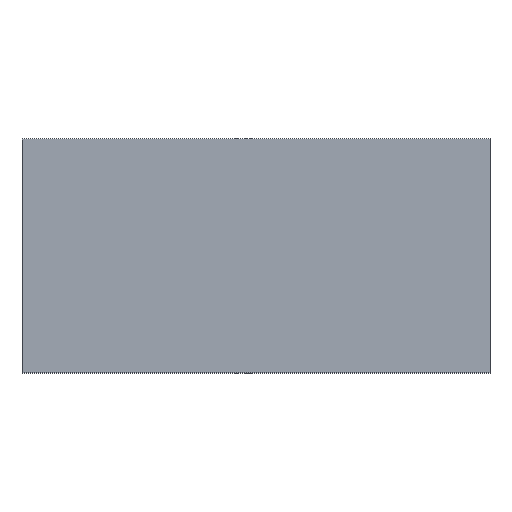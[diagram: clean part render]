
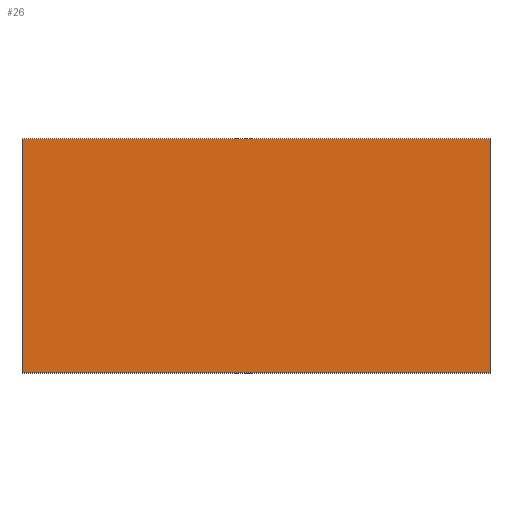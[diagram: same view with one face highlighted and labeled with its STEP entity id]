
A CAD part, top view. The second image highlights one B-rep face of the part: STEP entity #26.
In plain terms, the highlighted planar face has unit normal (0, 0, 1).
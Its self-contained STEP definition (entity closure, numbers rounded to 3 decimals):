
#8 = CARTESIAN_POINT ( 'NONE',  ( -1098., -863., 4. ) ) ;
#12 = DIRECTION ( 'NONE',  ( 0., 1., 0. ) ) ;
#14 = AXIS2_PLACEMENT_3D ( 'NONE', #162, #177, #163 ) ;
#26 = ADVANCED_FACE ( 'NONE', ( #79 ), #44, .T. ) ;
#34 = EDGE_CURVE ( 'NONE', #60, #94, #158, .T. ) ;
#41 = CARTESIAN_POINT ( 'NONE',  ( -1098., 387., 4. ) ) ;
#44 = PLANE ( 'NONE',  #14 ) ;
#56 = VERTEX_POINT ( 'NONE', #179 ) ;
#60 = VERTEX_POINT ( 'NONE', #41 ) ;
#63 = EDGE_CURVE ( 'NONE', #132, #56, #106, .T. ) ;
#74 = EDGE_CURVE ( 'NONE', #94, #132, #139, .T. ) ;
#79 = FACE_OUTER_BOUND ( 'NONE', #175, .T. ) ;
#84 = ORIENTED_EDGE ( 'NONE', *, *, #74, .T. ) ;
#88 = CARTESIAN_POINT ( 'NONE',  ( 1402., -863., 4. ) ) ;
#92 = VECTOR ( 'NONE', #12, 1000. ) ;
#94 = VERTEX_POINT ( 'NONE', #8 ) ;
#98 = ORIENTED_EDGE ( 'NONE', *, *, #34, .T. ) ;
#106 = LINE ( 'NONE', #88, #92 ) ;
#107 = EDGE_CURVE ( 'NONE', #56, #60, #185, .T. ) ;
#117 = DIRECTION ( 'NONE',  ( -1., 0., 0. ) ) ;
#118 = VECTOR ( 'NONE', #167, 1000. ) ;
#120 = VECTOR ( 'NONE', #165, 1000. ) ;
#122 = ORIENTED_EDGE ( 'NONE', *, *, #107, .T. ) ;
#128 = CARTESIAN_POINT ( 'NONE',  ( 1402., 387., 4. ) ) ;
#132 = VERTEX_POINT ( 'NONE', #202 ) ;
#139 = LINE ( 'NONE', #155, #118 ) ;
#147 = CARTESIAN_POINT ( 'NONE',  ( -1098., 387., 4. ) ) ;
#148 = VECTOR ( 'NONE', #117, 1000. ) ;
#155 = CARTESIAN_POINT ( 'NONE',  ( -1098., -863., 4. ) ) ;
#158 = LINE ( 'NONE', #147, #120 ) ;
#162 = CARTESIAN_POINT ( 'NONE',  ( -1098., -863., 4. ) ) ;
#163 = DIRECTION ( 'NONE',  ( 1., 0., 0. ) ) ;
#165 = DIRECTION ( 'NONE',  ( 0., -1., 0. ) ) ;
#167 = DIRECTION ( 'NONE',  ( 1., 0., 0. ) ) ;
#175 = EDGE_LOOP ( 'NONE', ( #199, #122, #98, #84 ) ) ;
#177 = DIRECTION ( 'NONE',  ( 0., 0., 1. ) ) ;
#179 = CARTESIAN_POINT ( 'NONE',  ( 1402., 387., 4. ) ) ;
#185 = LINE ( 'NONE', #128, #148 ) ;
#199 = ORIENTED_EDGE ( 'NONE', *, *, #63, .T. ) ;
#202 = CARTESIAN_POINT ( 'NONE',  ( 1402., -863., 4. ) ) ;
